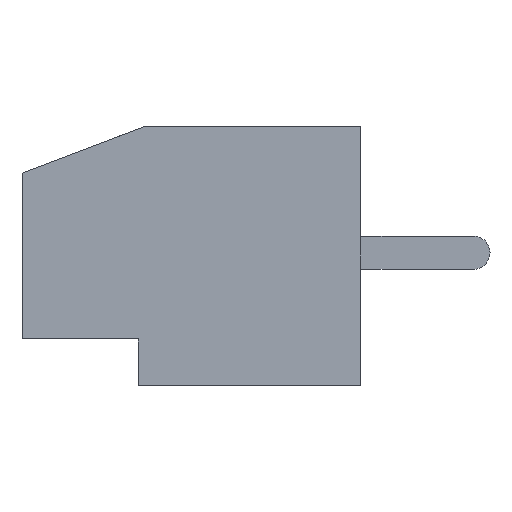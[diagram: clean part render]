
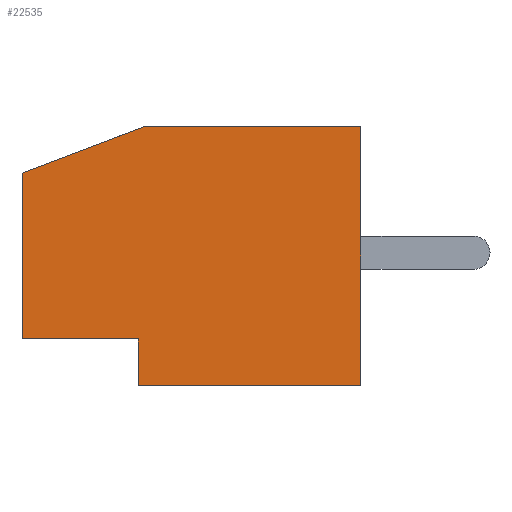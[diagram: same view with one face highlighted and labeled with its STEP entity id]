
A CAD part, left-side view. The second image highlights one B-rep face of the part: STEP entity #22535.
In plain terms, the highlighted planar face has unit normal (-1, 0, 0).
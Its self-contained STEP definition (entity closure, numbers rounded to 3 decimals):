
#112 = FACE_OUTER_BOUND ( 'NONE', #27278, .T. ) ;
#606 = CARTESIAN_POINT ( 'NONE',  ( 0., 10.2, 1.4 ) ) ;
#1726 = VERTEX_POINT ( 'NONE', #18999 ) ;
#2075 = CARTESIAN_POINT ( 'NONE',  ( 0., 10.2, 7.8 ) ) ;
#2287 = VECTOR ( 'NONE', #14301, 1000. ) ;
#3458 = EDGE_CURVE ( 'NONE', #11299, #13651, #26739, .T. ) ;
#4297 = ORIENTED_EDGE ( 'NONE', *, *, #19239, .F. ) ;
#4766 = LINE ( 'NONE', #7573, #2287 ) ;
#5123 = EDGE_CURVE ( 'NONE', #13651, #22580, #19875, .T. ) ;
#5298 = ORIENTED_EDGE ( 'NONE', *, *, #10502, .T. ) ;
#7089 = VECTOR ( 'NONE', #7239, 1000. ) ;
#7152 = VECTOR ( 'NONE', #30443, 1000. ) ;
#7239 = DIRECTION ( 'NONE',  ( 0., 0., 1. ) ) ;
#7337 = DIRECTION ( 'NONE',  ( 0., -1., 0. ) ) ;
#7418 = EDGE_CURVE ( 'NONE', #11299, #15027, #14123, .T. ) ;
#7573 = CARTESIAN_POINT ( 'NONE',  ( 0., 0., 7.8 ) ) ;
#8251 = VECTOR ( 'NONE', #7337, 1000. ) ;
#8863 = EDGE_CURVE ( 'NONE', #15027, #16100, #26553, .T. ) ;
#8985 = ORIENTED_EDGE ( 'NONE', *, *, #5123, .T. ) ;
#9648 = CARTESIAN_POINT ( 'NONE',  ( 0., 10.2, 7.8 ) ) ;
#10502 = EDGE_CURVE ( 'NONE', #22580, #1726, #20539, .T. ) ;
#11029 = CARTESIAN_POINT ( 'NONE',  ( 0., 6.7, 1.4 ) ) ;
#11226 = DIRECTION ( 'NONE',  ( 0., -1., 0. ) ) ;
#11299 = VERTEX_POINT ( 'NONE', #18209 ) ;
#11807 = VECTOR ( 'NONE', #29361, 1000. ) ;
#12156 = DIRECTION ( 'NONE',  ( 1., 0., 0. ) ) ;
#12533 = CARTESIAN_POINT ( 'NONE',  ( 0., 6.7, 1.4 ) ) ;
#12626 = ORIENTED_EDGE ( 'NONE', *, *, #8863, .F. ) ;
#13263 = EDGE_CURVE ( 'NONE', #1726, #29201, #4766, .T. ) ;
#13324 = VECTOR ( 'NONE', #11226, 1000. ) ;
#13642 = CARTESIAN_POINT ( 'NONE',  ( 0., 10.2, 6.4 ) ) ;
#13651 = VERTEX_POINT ( 'NONE', #12533 ) ;
#13859 = CARTESIAN_POINT ( 'NONE',  ( 0., 10.2, 0. ) ) ;
#14123 = LINE ( 'NONE', #2075, #7089 ) ;
#14301 = DIRECTION ( 'NONE',  ( 0., 0., 1. ) ) ;
#14661 = CARTESIAN_POINT ( 'NONE',  ( 0., 10.2, 6.4 ) ) ;
#15027 = VERTEX_POINT ( 'NONE', #13642 ) ;
#15922 = LINE ( 'NONE', #20245, #13324 ) ;
#16100 = VERTEX_POINT ( 'NONE', #25816 ) ;
#18061 = ORIENTED_EDGE ( 'NONE', *, *, #7418, .F. ) ;
#18209 = CARTESIAN_POINT ( 'NONE',  ( 0., 10.2, 1.4 ) ) ;
#18999 = CARTESIAN_POINT ( 'NONE',  ( 0., 0., 0. ) ) ;
#19128 = DIRECTION ( 'NONE',  ( 0., 0., -1. ) ) ;
#19150 = VECTOR ( 'NONE', #29338, 1000. ) ;
#19239 = EDGE_CURVE ( 'NONE', #16100, #29201, #15922, .T. ) ;
#19439 = PLANE ( 'NONE',  #27827 ) ;
#19875 = LINE ( 'NONE', #11029, #19150 ) ;
#19918 = ORIENTED_EDGE ( 'NONE', *, *, #13263, .T. ) ;
#20245 = CARTESIAN_POINT ( 'NONE',  ( 0., 10.2, 7.8 ) ) ;
#20539 = LINE ( 'NONE', #13859, #7152 ) ;
#22535 = ADVANCED_FACE ( 'NONE', ( #112 ), #19439, .F. ) ;
#22580 = VERTEX_POINT ( 'NONE', #29783 ) ;
#25816 = CARTESIAN_POINT ( 'NONE',  ( 0., 6.5, 7.8 ) ) ;
#26245 = ORIENTED_EDGE ( 'NONE', *, *, #3458, .T. ) ;
#26553 = LINE ( 'NONE', #14661, #11807 ) ;
#26739 = LINE ( 'NONE', #606, #8251 ) ;
#26915 = CARTESIAN_POINT ( 'NONE',  ( 0., 0., 7.8 ) ) ;
#27278 = EDGE_LOOP ( 'NONE', ( #4297, #12626, #18061, #26245, #8985, #5298, #19918 ) ) ;
#27827 = AXIS2_PLACEMENT_3D ( 'NONE', #9648, #12156, #19128 ) ;
#29201 = VERTEX_POINT ( 'NONE', #26915 ) ;
#29338 = DIRECTION ( 'NONE',  ( 0., 0., -1. ) ) ;
#29361 = DIRECTION ( 'NONE',  ( 0., -0.935, 0.354 ) ) ;
#29783 = CARTESIAN_POINT ( 'NONE',  ( 0., 6.7, 0. ) ) ;
#30443 = DIRECTION ( 'NONE',  ( 0., -1., 0. ) ) ;
